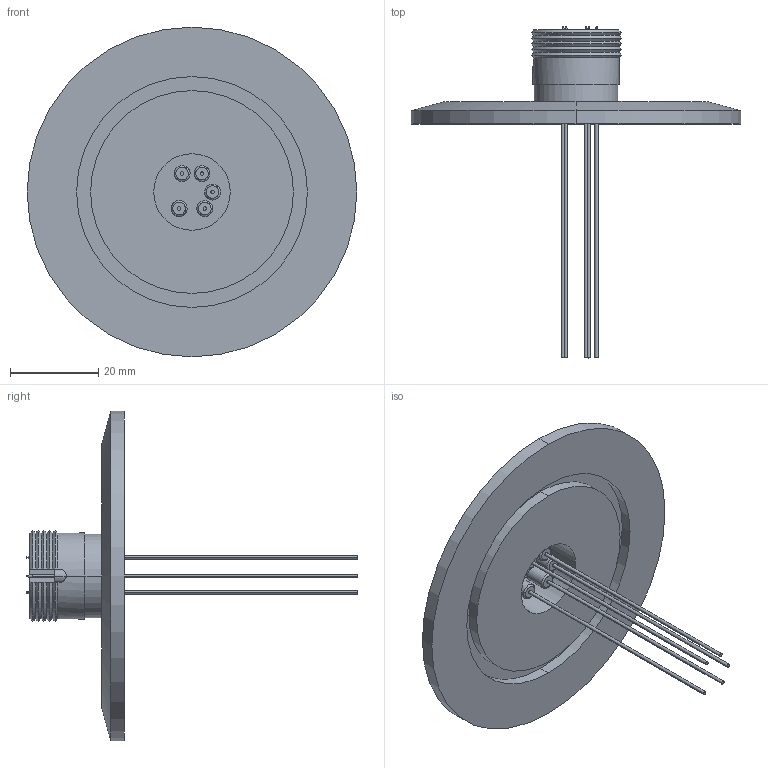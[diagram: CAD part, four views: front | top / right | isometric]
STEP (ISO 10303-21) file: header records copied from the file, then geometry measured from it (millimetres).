
FILE_DESCRIPTION (( 'STEP AP203' ), '1' );
FILE_NAME ('A1623-3-QF.STEP', '2012-11-16T21:07:23', ( '' ), ( '' ), 'SwSTEP 2.0', 'SolidWorks 2012', '' );
FILE_SCHEMA (( 'CONFIG_CONTROL_DESIGN' ));
Length unit declared in the file: inch
Products named in the file (1): A1623-3-QF
Bounding box: 74.93 x 75.44 x 74.93 mm (x, y, z)
Volume: 20181.2 mm3; surface area: 13992 mm2
Topology: 1 solids, 1 shells, 140 faces, 315 edges, 207 vertices
Faces by surface type: cylinder 68, plane 35, cone 27, bspline 10
Entity records: 4237 total; most frequent: CARTESIAN_POINT 955, DIRECTION 724, ORIENTED_EDGE 630, AXIS2_PLACEMENT_3D 316, EDGE_CURVE 315, VERTEX_POINT 207, CIRCLE 185, EDGE_LOOP 170
